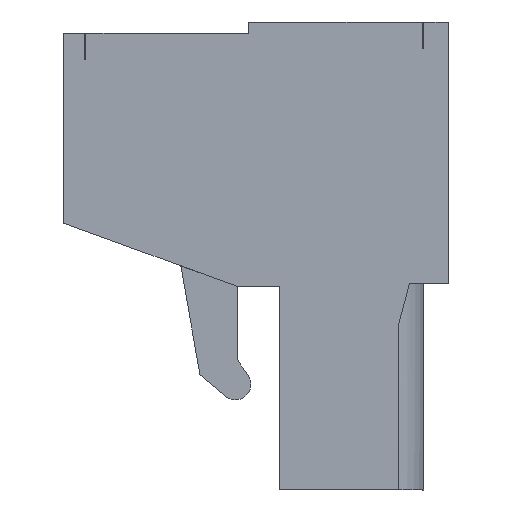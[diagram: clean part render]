
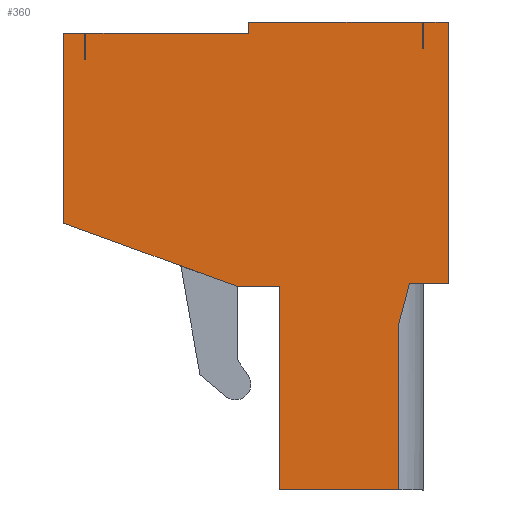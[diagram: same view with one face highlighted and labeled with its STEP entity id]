
A CAD part, left-side view. The second image highlights one B-rep face of the part: STEP entity #360.
In plain terms, the highlighted planar face has unit normal (-1, 0, 0).
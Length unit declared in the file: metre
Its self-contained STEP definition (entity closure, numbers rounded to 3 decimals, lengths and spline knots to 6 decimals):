
#360=ADVANCED_FACE('',(#836),#837,.F.);
#836=FACE_OUTER_BOUND('',#1431,.T.);
#837=PLANE('',#1432);
#1431=EDGE_LOOP('',(#2452,#2453,#2454,#2455,#2456,#2457,#2458,#2459,#2460,#2461,#2462,#2463,#2464,#2465,#2466,#2467,#2468,#2469,#2470,#2471));
#1432=AXIS2_PLACEMENT_3D('',#2472,#2473,#2474);
#2452=ORIENTED_EDGE('',*,*,#3784,.F.);
#2453=ORIENTED_EDGE('',*,*,#3785,.F.);
#2454=ORIENTED_EDGE('',*,*,#3786,.F.);
#2455=ORIENTED_EDGE('',*,*,#3507,.F.);
#2456=ORIENTED_EDGE('',*,*,#3787,.F.);
#2457=ORIENTED_EDGE('',*,*,#3788,.F.);
#2458=ORIENTED_EDGE('',*,*,#3789,.T.);
#2459=ORIENTED_EDGE('',*,*,#3790,.F.);
#2460=ORIENTED_EDGE('',*,*,#3576,.F.);
#2461=ORIENTED_EDGE('',*,*,#3791,.F.);
#2462=ORIENTED_EDGE('',*,*,#3649,.F.);
#2463=ORIENTED_EDGE('',*,*,#3792,.F.);
#2464=ORIENTED_EDGE('',*,*,#3629,.T.);
#2465=ORIENTED_EDGE('',*,*,#3533,.F.);
#2466=ORIENTED_EDGE('',*,*,#3793,.T.);
#2467=ORIENTED_EDGE('',*,*,#3794,.F.);
#2468=ORIENTED_EDGE('',*,*,#3496,.F.);
#2469=ORIENTED_EDGE('',*,*,#3795,.F.);
#2470=ORIENTED_EDGE('',*,*,#3796,.F.);
#2471=ORIENTED_EDGE('',*,*,#3797,.F.);
#2472=CARTESIAN_POINT('',(0.0,0.0068,-0.01885));
#2473=DIRECTION('',(1.0,0.,0.));
#2474=DIRECTION('',(0.,0.,-1.0));
#3496=EDGE_CURVE('',#4191,#4193,#4194,.T.);
#3507=EDGE_CURVE('',#4210,#4208,#4212,.T.);
#3533=EDGE_CURVE('',#4257,#4259,#4260,.T.);
#3576=EDGE_CURVE('',#4335,#4333,#4337,.T.);
#3629=EDGE_CURVE('',#4419,#4259,#4420,.T.);
#3649=EDGE_CURVE('',#4449,#4451,#4452,.T.);
#3784=EDGE_CURVE('',#4653,#4654,#4655,.T.);
#3785=EDGE_CURVE('',#4656,#4653,#4657,.T.);
#3786=EDGE_CURVE('',#4208,#4656,#4658,.T.);
#3787=EDGE_CURVE('',#4659,#4210,#4660,.T.);
#3788=EDGE_CURVE('',#4661,#4659,#4662,.T.);
#3789=EDGE_CURVE('',#4661,#4663,#4664,.T.);
#3790=EDGE_CURVE('',#4333,#4663,#4665,.T.);
#3791=EDGE_CURVE('',#4451,#4335,#4666,.T.);
#3792=EDGE_CURVE('',#4419,#4449,#4667,.T.);
#3793=EDGE_CURVE('',#4257,#4668,#4669,.T.);
#3794=EDGE_CURVE('',#4193,#4668,#4670,.T.);
#3795=EDGE_CURVE('',#4671,#4191,#4672,.T.);
#3796=EDGE_CURVE('',#4673,#4671,#4674,.T.);
#3797=EDGE_CURVE('',#4654,#4673,#4675,.T.);
#4191=VERTEX_POINT('',#5200);
#4193=VERTEX_POINT('',#5203);
#4194=LINE('',#5204,#5205);
#4208=VERTEX_POINT('',#5224);
#4210=VERTEX_POINT('',#5227);
#4212=LINE('',#5230,#5231);
#4257=VERTEX_POINT('',#5294);
#4259=VERTEX_POINT('',#5297);
#4260=LINE('',#5298,#5299);
#4333=VERTEX_POINT('',#5397);
#4335=VERTEX_POINT('',#5400);
#4337=LINE('',#5403,#5404);
#4419=VERTEX_POINT('',#5519);
#4420=LINE('',#5520,#5521);
#4449=VERTEX_POINT('',#5562);
#4451=VERTEX_POINT('',#5565);
#4452=LINE('',#5566,#5567);
#4653=VERTEX_POINT('',#5851);
#4654=VERTEX_POINT('',#5852);
#4655=LINE('',#5853,#5854);
#4656=VERTEX_POINT('',#5855);
#4657=LINE('',#5856,#5857);
#4658=LINE('',#5858,#5859);
#4659=VERTEX_POINT('',#5860);
#4660=LINE('',#5861,#5862);
#4661=VERTEX_POINT('',#5863);
#4662=LINE('',#5864,#5865);
#4663=VERTEX_POINT('',#5866);
#4664=LINE('',#5867,#5868);
#4665=LINE('',#5869,#5870);
#4666=LINE('',#5871,#5872);
#4667=LINE('',#5873,#5874);
#4668=VERTEX_POINT('',#5875);
#4669=LINE('',#5876,#5877);
#4670=LINE('',#5878,#5879);
#4671=VERTEX_POINT('',#5880);
#4672=LINE('',#5881,#5882);
#4673=VERTEX_POINT('',#5883);
#4674=LINE('',#5884,#5885);
#4675=LINE('',#5886,#5887);
#5200=CARTESIAN_POINT('',(0.0,0.,-0.01055));
#5203=CARTESIAN_POINT('',(0.0,0.001573,-0.01055));
#5204=CARTESIAN_POINT('',(0.0,0.0016,-0.01055));
#5205=VECTOR('',#6384,1.0);
#5224=CARTESIAN_POINT('',(0.0,0.00805,0.0));
#5227=CARTESIAN_POINT('',(0.0,0.00805,-0.00045));
#5230=CARTESIAN_POINT('',(0.0,0.00805,0.0));
#5231=VECTOR('',#6395,1.0);
#5294=CARTESIAN_POINT('',(0.0,0.002,-0.01885));
#5297=CARTESIAN_POINT('',(0.0,0.0068,-0.01885));
#5298=CARTESIAN_POINT('',(0.0,0.0029,-0.01885));
#5299=VECTOR('',#6427,1.0);
#5397=CARTESIAN_POINT('',(0.0,0.01465,-0.00045));
#5400=CARTESIAN_POINT('',(0.0,0.0155,-0.00045));
#5403=CARTESIAN_POINT('',(0.0,0.01434,-0.00045));
#5404=VECTOR('',#6479,1.0);
#5519=CARTESIAN_POINT('',(0.0,0.0068,-0.01065));
#5520=CARTESIAN_POINT('',(0.0,0.0068,-0.01895));
#5521=VECTOR('',#6528,1.0);
#5562=CARTESIAN_POINT('',(0.0,0.0085,-0.01065));
#5565=CARTESIAN_POINT('',(0.0,0.0155,-0.008102));
#5566=CARTESIAN_POINT('',(0.0,0.015,-0.008284));
#5567=VECTOR('',#6545,1.0);
#5851=CARTESIAN_POINT('',(0.0,0.00105,-0.00105));
#5852=CARTESIAN_POINT('',(0.0,0.001,-0.00105));
#5853=CARTESIAN_POINT('',(0.0,0.001,-0.00105));
#5854=VECTOR('',#6683,1.0);
#5855=CARTESIAN_POINT('',(0.0,0.00105,0.));
#5856=CARTESIAN_POINT('',(0.0,0.00105,-0.0022));
#5857=VECTOR('',#6684,1.0);
#5858=CARTESIAN_POINT('',(0.0,0.0007,0.));
#5859=VECTOR('',#6685,1.0);
#5860=CARTESIAN_POINT('',(0.0,0.0146,-0.00045));
#5861=CARTESIAN_POINT('',(0.0,0.0075,-0.00045));
#5862=VECTOR('',#6686,1.0);
#5863=CARTESIAN_POINT('',(0.0,0.0146,-0.0015));
#5864=CARTESIAN_POINT('',(0.0,0.0146,-0.0012));
#5865=VECTOR('',#6687,1.0);
#5866=CARTESIAN_POINT('',(0.0,0.01465,-0.0015));
#5867=CARTESIAN_POINT('',(0.0,0.01419,-0.0015));
#5868=VECTOR('',#6688,1.0);
#5869=CARTESIAN_POINT('',(0.0,0.01465,-0.001));
#5870=VECTOR('',#6689,1.0);
#5871=CARTESIAN_POINT('',(0.0,0.0155,-0.0003));
#5872=VECTOR('',#6690,1.0);
#5873=CARTESIAN_POINT('',(0.0,0.0016,-0.01065));
#5874=VECTOR('',#6691,1.0);
#5875=CARTESIAN_POINT('',(0.0,0.002,-0.012143));
#5876=CARTESIAN_POINT('',(0.0,0.002,-0.012143));
#5877=VECTOR('',#6692,1.0);
#5878=CARTESIAN_POINT('',(0.0,0.002,-0.012143));
#5879=VECTOR('',#6693,1.0);
#5880=CARTESIAN_POINT('',(0.0,0.0,0.0));
#5881=CARTESIAN_POINT('',(0.0,0.,-0.01065));
#5882=VECTOR('',#6694,1.0);
#5883=CARTESIAN_POINT('',(0.0,0.001,0.));
#5884=CARTESIAN_POINT('',(0.0,0.0,0.0));
#5885=VECTOR('',#6695,1.0);
#5886=CARTESIAN_POINT('',(0.0,0.001,0.0002));
#5887=VECTOR('',#6696,1.0);
#6384=DIRECTION('',(0.,1.0,0.));
#6395=DIRECTION('',(0.,0.,1.0));
#6427=DIRECTION('',(0.,1.0,0.));
#6479=DIRECTION('',(0.,-1.0,0.));
#6528=DIRECTION('',(0.,0.,-1.0));
#6545=DIRECTION('',(0.,0.94,0.342));
#6683=DIRECTION('',(0.,-1.0,0.));
#6684=DIRECTION('',(0.,0.,-1.0));
#6685=DIRECTION('',(0.,-1.0,0.));
#6686=DIRECTION('',(0.,-1.0,0.));
#6687=DIRECTION('',(0.,0.,1.0));
#6688=DIRECTION('',(0.0,1.0,0.));
#6689=DIRECTION('',(0.,0.,-1.0));
#6690=DIRECTION('',(0.,0.,1.0));
#6691=DIRECTION('',(0.,1.0,0.));
#6692=DIRECTION('',(0.,0.,1.0));
#6693=DIRECTION('',(0.,0.259,-0.966));
#6694=DIRECTION('',(0.,0.,-1.0));
#6695=DIRECTION('',(0.,-1.0,0.));
#6696=DIRECTION('',(0.,0.,1.0));
